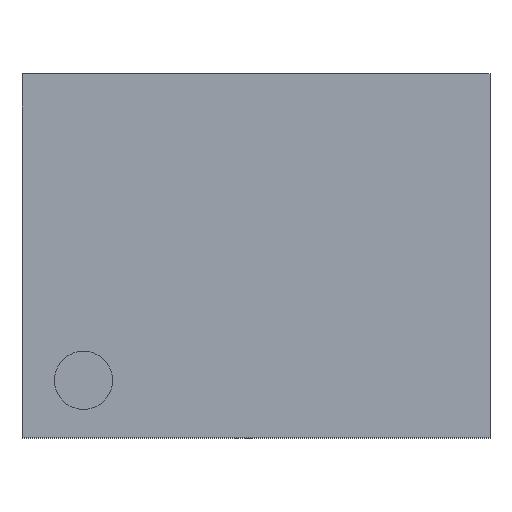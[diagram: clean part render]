
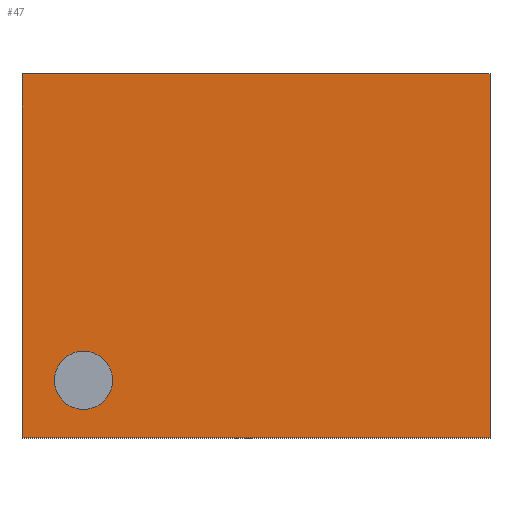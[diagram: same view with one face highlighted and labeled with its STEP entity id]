
A CAD part, top view. The second image highlights one B-rep face of the part: STEP entity #47.
In plain terms, the highlighted planar face has unit normal (0, 0, 1).
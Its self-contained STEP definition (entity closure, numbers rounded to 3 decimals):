
#2 = EDGE_CURVE ( 'NONE', #191, #17, #166, .T. ) ;
#3 = CARTESIAN_POINT ( 'NONE',  ( -2.25, -1.75, 1. ) ) ;
#4 = EDGE_LOOP ( 'NONE', ( #60, #52, #84, #218 ) ) ;
#6 = CARTESIAN_POINT ( 'NONE',  ( 2.25, -1.75, 1. ) ) ;
#7 = EDGE_CURVE ( 'NONE', #169, #45, #88, .T. ) ;
#10 = DIRECTION ( 'NONE',  ( 0., 0., 1. ) ) ;
#11 = CARTESIAN_POINT ( 'NONE',  ( -2.25, 1.75, 1. ) ) ;
#12 = EDGE_CURVE ( 'NONE', #17, #237, #227, .T. ) ;
#16 = DIRECTION ( 'NONE',  ( 1., 0., 0. ) ) ;
#17 = VERTEX_POINT ( 'NONE', #51 ) ;
#25 = EDGE_CURVE ( 'NONE', #279, #191, #134, .T. ) ;
#35 = DIRECTION ( 'NONE',  ( 1., 0., 0. ) ) ;
#36 = CARTESIAN_POINT ( 'NONE',  ( -1.659, -1.196, 1. ) ) ;
#38 = CARTESIAN_POINT ( 'NONE',  ( -1.379, -1.196, 1. ) ) ;
#41 = AXIS2_PLACEMENT_3D ( 'NONE', #222, #10, #35 ) ;
#43 = CARTESIAN_POINT ( 'NONE',  ( -2.25, -1.75, 1. ) ) ;
#45 = VERTEX_POINT ( 'NONE', #109 ) ;
#47 = ADVANCED_FACE ( 'NONE', ( #247, #209 ), #71, .T. ) ;
#51 = CARTESIAN_POINT ( 'NONE',  ( -2.25, 1.75, 1. ) ) ;
#52 = ORIENTED_EDGE ( 'NONE', *, *, #2, .T. ) ;
#53 = DIRECTION ( 'NONE',  ( -1., 0., 0. ) ) ;
#60 = ORIENTED_EDGE ( 'NONE', *, *, #25, .T. ) ;
#63 = VECTOR ( 'NONE', #159, 1000. ) ;
#67 = DIRECTION ( 'NONE',  ( 0., 0., 1. ) ) ;
#70 = LINE ( 'NONE', #43, #232 ) ;
#71 = PLANE ( 'NONE',  #41 ) ;
#78 = VECTOR ( 'NONE', #221, 1000. ) ;
#84 = ORIENTED_EDGE ( 'NONE', *, *, #12, .T. ) ;
#88 = CIRCLE ( 'NONE', #219, 0.28 ) ;
#91 = DIRECTION ( 'NONE',  ( 0., 0., 1. ) ) ;
#92 = EDGE_CURVE ( 'NONE', #237, #279, #70, .T. ) ;
#109 = CARTESIAN_POINT ( 'NONE',  ( -1.938, -1.196, 1. ) ) ;
#134 = LINE ( 'NONE', #198, #78 ) ;
#142 = DIRECTION ( 'NONE',  ( 1., 0., 0. ) ) ;
#145 = ORIENTED_EDGE ( 'NONE', *, *, #268, .F. ) ;
#147 = AXIS2_PLACEMENT_3D ( 'NONE', #216, #67, #153 ) ;
#153 = DIRECTION ( 'NONE',  ( 1., 0., 0. ) ) ;
#159 = DIRECTION ( 'NONE',  ( 0., -1., 0. ) ) ;
#166 = LINE ( 'NONE', #11, #266 ) ;
#169 = VERTEX_POINT ( 'NONE', #38 ) ;
#191 = VERTEX_POINT ( 'NONE', #250 ) ;
#198 = CARTESIAN_POINT ( 'NONE',  ( 2.25, 1.75, 1. ) ) ;
#204 = EDGE_LOOP ( 'NONE', ( #269, #145 ) ) ;
#206 = CIRCLE ( 'NONE', #147, 0.28 ) ;
#209 = FACE_OUTER_BOUND ( 'NONE', #4, .T. ) ;
#216 = CARTESIAN_POINT ( 'NONE',  ( -1.659, -1.196, 1. ) ) ;
#218 = ORIENTED_EDGE ( 'NONE', *, *, #92, .T. ) ;
#219 = AXIS2_PLACEMENT_3D ( 'NONE', #36, #91, #16 ) ;
#221 = DIRECTION ( 'NONE',  ( 0., 1., 0. ) ) ;
#222 = CARTESIAN_POINT ( 'NONE',  ( 0., 0., 1. ) ) ;
#226 = CARTESIAN_POINT ( 'NONE',  ( -2.25, 1.75, 1. ) ) ;
#227 = LINE ( 'NONE', #226, #63 ) ;
#232 = VECTOR ( 'NONE', #142, 1000. ) ;
#237 = VERTEX_POINT ( 'NONE', #3 ) ;
#247 = FACE_BOUND ( 'NONE', #204, .T. ) ;
#250 = CARTESIAN_POINT ( 'NONE',  ( 2.25, 1.75, 1. ) ) ;
#266 = VECTOR ( 'NONE', #53, 1000. ) ;
#268 = EDGE_CURVE ( 'NONE', #45, #169, #206, .T. ) ;
#269 = ORIENTED_EDGE ( 'NONE', *, *, #7, .F. ) ;
#279 = VERTEX_POINT ( 'NONE', #6 ) ;
